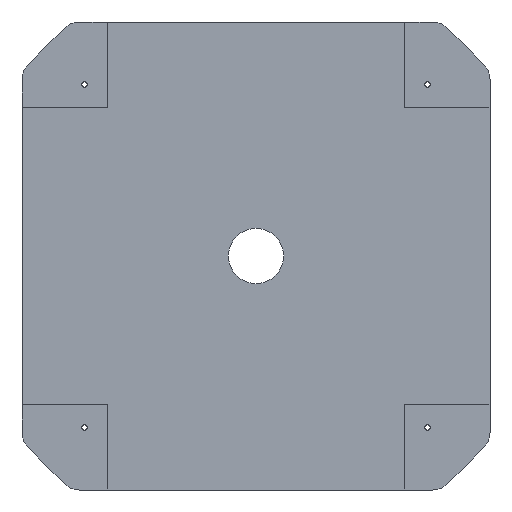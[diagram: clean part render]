
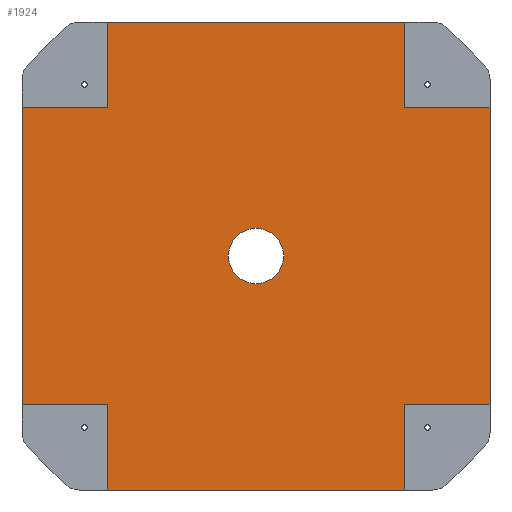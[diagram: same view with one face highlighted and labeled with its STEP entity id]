
A CAD part, front view. The second image highlights one B-rep face of the part: STEP entity #1924.
In plain terms, the highlighted planar face has unit normal (0, -1, 0).
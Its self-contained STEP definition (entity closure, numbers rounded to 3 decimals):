
#430=DIRECTION('',(-1.,0.,0.));
#431=VECTOR('',#430,26.902);
#432=CARTESIAN_POINT('',(13.451,2.5,-21.15));
#433=LINE('',#432,#431);
#451=DIRECTION('',(0.,0.,1.));
#452=VECTOR('',#451,7.699);
#453=CARTESIAN_POINT('',(-13.451,2.5,-21.15));
#454=LINE('',#453,#452);
#472=DIRECTION('',(0.,0.,-1.));
#473=VECTOR('',#472,7.699);
#474=CARTESIAN_POINT('',(-13.451,2.5,21.15));
#475=LINE('',#474,#473);
#479=DIRECTION('',(0.,0.,1.));
#480=VECTOR('',#479,7.699);
#481=CARTESIAN_POINT('',(13.451,2.5,13.451));
#482=LINE('',#481,#480);
#486=DIRECTION('',(-1.,0.,0.));
#487=VECTOR('',#486,7.699);
#488=CARTESIAN_POINT('',(21.15,2.5,13.451));
#489=LINE('',#488,#487);
#493=DIRECTION('',(1.,0.,0.));
#494=VECTOR('',#493,7.699);
#495=CARTESIAN_POINT('',(13.451,2.5,-13.451));
#496=LINE('',#495,#494);
#500=DIRECTION('',(1.,0.,0.));
#501=VECTOR('',#500,7.699);
#502=CARTESIAN_POINT('',(-21.15,2.5,-13.451));
#503=LINE('',#502,#501);
#507=DIRECTION('',(-1.,0.,0.));
#508=VECTOR('',#507,7.699);
#509=CARTESIAN_POINT('',(-13.451,2.5,13.451));
#510=LINE('',#509,#508);
#514=CARTESIAN_POINT('',(0.,2.5,0.));
#515=DIRECTION('',(0.,1.,0.));
#516=DIRECTION('',(0.,0.,1.));
#517=AXIS2_PLACEMENT_3D('',#514,#515,#516);
#522=CARTESIAN_POINT('',(0.,2.5,0.));
#523=DIRECTION('',(0.,1.,0.));
#524=DIRECTION('',(0.,0.,-1.));
#525=AXIS2_PLACEMENT_3D('',#522,#523,#524);
#618=DIRECTION('',(1.,0.,0.));
#619=VECTOR('',#618,26.902);
#620=CARTESIAN_POINT('',(-13.451,2.5,21.15));
#621=LINE('',#620,#619);
#699=DIRECTION('',(0.,0.,-1.));
#700=VECTOR('',#699,26.902);
#701=CARTESIAN_POINT('',(21.15,2.5,13.451));
#702=LINE('',#701,#700);
#734=DIRECTION('',(0.,0.,-1.));
#735=VECTOR('',#734,7.699);
#736=CARTESIAN_POINT('',(13.451,2.5,-13.451));
#737=LINE('',#736,#735);
#913=DIRECTION('',(0.,0.,1.));
#914=VECTOR('',#913,26.902);
#915=CARTESIAN_POINT('',(-21.15,2.5,-13.451));
#916=LINE('',#915,#914);
#1469=CARTESIAN_POINT('',(-13.451,2.5,-21.15));
#1470=CARTESIAN_POINT('',(-13.451,2.5,-13.451));
#1471=VERTEX_POINT('',#1469);
#1472=VERTEX_POINT('',#1470);
#1491=CARTESIAN_POINT('',(13.451,2.5,-21.15));
#1492=VERTEX_POINT('',#1491);
#1503=CARTESIAN_POINT('',(13.451,2.5,-13.451));
#1504=VERTEX_POINT('',#1503);
#1505=CARTESIAN_POINT('',(-21.15,2.5,-13.451));
#1506=VERTEX_POINT('',#1505);
#1515=CARTESIAN_POINT('',(-21.15,2.5,13.451));
#1516=VERTEX_POINT('',#1515);
#1517=CARTESIAN_POINT('',(-13.451,2.5,21.15));
#1518=CARTESIAN_POINT('',(-13.451,2.5,13.451));
#1519=VERTEX_POINT('',#1517);
#1520=VERTEX_POINT('',#1518);
#1523=CARTESIAN_POINT('',(21.15,2.5,-13.451));
#1524=VERTEX_POINT('',#1523);
#1533=CARTESIAN_POINT('',(13.451,2.5,21.15));
#1534=VERTEX_POINT('',#1533);
#1547=CARTESIAN_POINT('',(21.15,2.5,13.451));
#1548=VERTEX_POINT('',#1547);
#1549=CARTESIAN_POINT('',(13.451,2.5,13.451));
#1550=VERTEX_POINT('',#1549);
#1637=CARTESIAN_POINT('',(0.,2.5,-2.5));
#1639=VERTEX_POINT('',#1637);
#1641=CARTESIAN_POINT('',(0.,2.5,2.5));
#1643=VERTEX_POINT('',#1641);
#1889=CARTESIAN_POINT('',(-13.451,2.5,-21.15));
#1890=DIRECTION('',(0.,1.,0.));
#1891=DIRECTION('',(0.,0.,1.));
#1892=AXIS2_PLACEMENT_3D('',#1889,#1890,#1891);
#1893=PLANE('',#1892);
#1895=ORIENTED_EDGE('',*,*,#1894,.F.);
#1897=ORIENTED_EDGE('',*,*,#1896,.T.);
#1899=ORIENTED_EDGE('',*,*,#1898,.F.);
#1901=ORIENTED_EDGE('',*,*,#1900,.F.);
#1903=ORIENTED_EDGE('',*,*,#1902,.T.);
#1905=ORIENTED_EDGE('',*,*,#1904,.F.);
#1907=ORIENTED_EDGE('',*,*,#1906,.T.);
#1908=ORIENTED_EDGE('',*,*,#1853,.T.);
#1909=ORIENTED_EDGE('',*,*,#1880,.T.);
#1911=ORIENTED_EDGE('',*,*,#1910,.F.);
#1913=ORIENTED_EDGE('',*,*,#1912,.T.);
#1915=ORIENTED_EDGE('',*,*,#1914,.F.);
#1916=EDGE_LOOP('',(#1895,#1897,#1899,#1901,#1903,#1905,#1907,#1908,#1909,#1911,
#1913,#1915));
#1917=FACE_OUTER_BOUND('',#1916,.F.);
#1919=ORIENTED_EDGE('',*,*,#1918,.F.);
#1921=ORIENTED_EDGE('',*,*,#1920,.F.);
#1922=EDGE_LOOP('',(#1919,#1921));
#1923=FACE_BOUND('',#1922,.F.);
#518=CIRCLE('',#517,2.5);
#526=CIRCLE('',#525,2.5);
#1853=EDGE_CURVE('',#1492,#1471,#433,.T.);
#1880=EDGE_CURVE('',#1471,#1472,#454,.T.);
#1894=EDGE_CURVE('',#1519,#1520,#475,.T.);
#1896=EDGE_CURVE('',#1519,#1534,#621,.T.);
#1898=EDGE_CURVE('',#1550,#1534,#482,.T.);
#1900=EDGE_CURVE('',#1548,#1550,#489,.T.);
#1902=EDGE_CURVE('',#1548,#1524,#702,.T.);
#1904=EDGE_CURVE('',#1504,#1524,#496,.T.);
#1906=EDGE_CURVE('',#1504,#1492,#737,.T.);
#1910=EDGE_CURVE('',#1506,#1472,#503,.T.);
#1912=EDGE_CURVE('',#1506,#1516,#916,.T.);
#1914=EDGE_CURVE('',#1520,#1516,#510,.T.);
#1918=EDGE_CURVE('',#1643,#1639,#518,.T.);
#1920=EDGE_CURVE('',#1639,#1643,#526,.T.);
#1924=ADVANCED_FACE('',(#1917,#1923),#1893,.F.);
